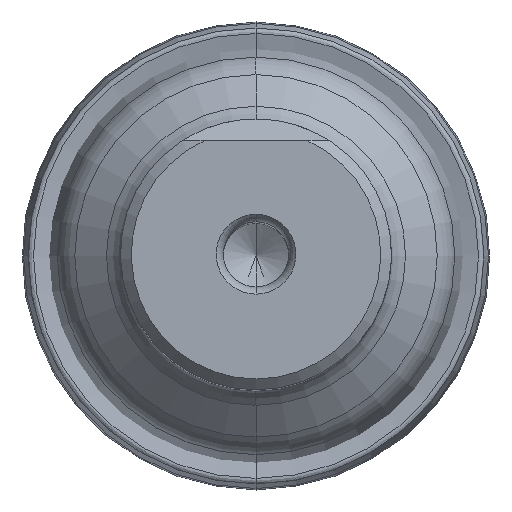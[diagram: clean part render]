
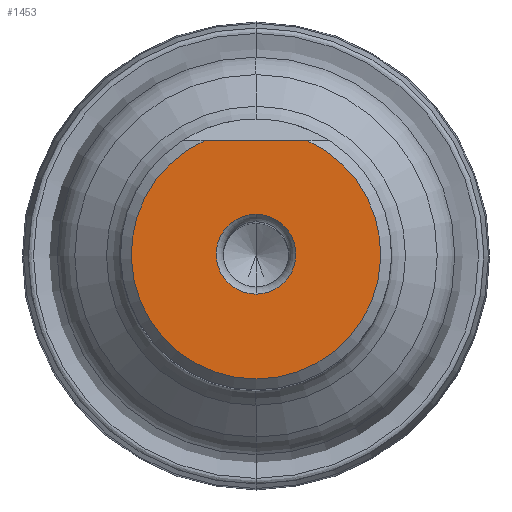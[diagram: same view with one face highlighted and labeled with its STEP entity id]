
A CAD part, top view. The second image highlights one B-rep face of the part: STEP entity #1453.
In plain terms, the highlighted face is planar.
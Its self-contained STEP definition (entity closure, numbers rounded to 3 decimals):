
#655=CARTESIAN_POINT('',(0.,0.,0.));
#656=DIRECTION('',(0.,0.,-1.));
#657=DIRECTION('',(0.408,0.913,0.));
#658=AXIS2_PLACEMENT_3D('',#655,#656,#657);
#683=DIRECTION('',(-1.,0.,0.));
#684=VECTOR('',#683,9.381);
#685=CARTESIAN_POINT('',(4.69,10.5,0.));
#686=LINE('',#685,#684);
#690=CARTESIAN_POINT('',(0.,0.,0.));
#691=DIRECTION('',(0.,0.,1.));
#692=DIRECTION('',(0.,1.,0.));
#693=AXIS2_PLACEMENT_3D('',#690,#691,#692);
#698=CARTESIAN_POINT('',(0.,0.,0.));
#699=DIRECTION('',(0.,0.,1.));
#700=DIRECTION('',(0.,-1.,0.));
#701=AXIS2_PLACEMENT_3D('',#698,#699,#700);
#853=CARTESIAN_POINT('',(4.69,10.5,0.));
#854=CARTESIAN_POINT('',(-4.69,10.5,0.));
#855=VERTEX_POINT('',#853);
#856=VERTEX_POINT('',#854);
#872=CARTESIAN_POINT('',(0.,3.677,0.));
#873=CARTESIAN_POINT('',(0.,-3.677,0.));
#874=VERTEX_POINT('',#872);
#875=VERTEX_POINT('',#873);
#1437=CARTESIAN_POINT('',(0.,0.,0.));
#1438=DIRECTION('',(0.,0.,-1.));
#1439=DIRECTION('',(0.,-1.,0.));
#1440=AXIS2_PLACEMENT_3D('',#1437,#1438,#1439);
#1441=PLANE('',#1440);
#1443=ORIENTED_EDGE('',*,*,#1442,.T.);
#1444=ORIENTED_EDGE('',*,*,#1426,.F.);
#1445=EDGE_LOOP('',(#1443,#1444));
#1446=FACE_OUTER_BOUND('',#1445,.F.);
#1448=ORIENTED_EDGE('',*,*,#1447,.F.);
#1450=ORIENTED_EDGE('',*,*,#1449,.F.);
#1451=EDGE_LOOP('',(#1448,#1450));
#1452=FACE_BOUND('',#1451,.F.);
#1453=ADVANCED_FACE('',(#1446,#1452),#1441,.T.);
#659=CIRCLE('',#658,11.5);
#694=CIRCLE('',#693,3.677);
#702=CIRCLE('',#701,3.677);
#1426=EDGE_CURVE('',#855,#856,#659,.T.);
#1442=EDGE_CURVE('',#855,#856,#686,.T.);
#1447=EDGE_CURVE('',#874,#875,#694,.T.);
#1449=EDGE_CURVE('',#875,#874,#702,.T.);
